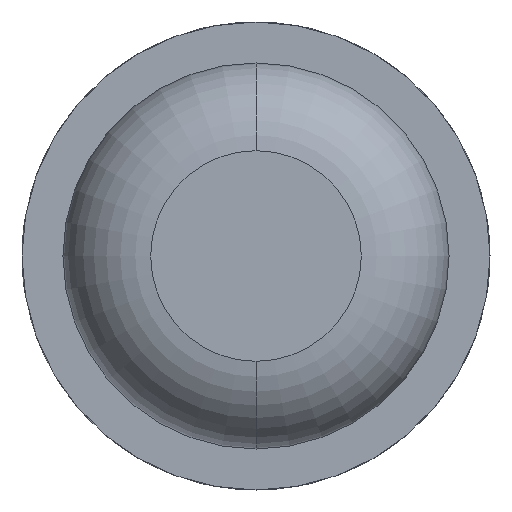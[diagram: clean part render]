
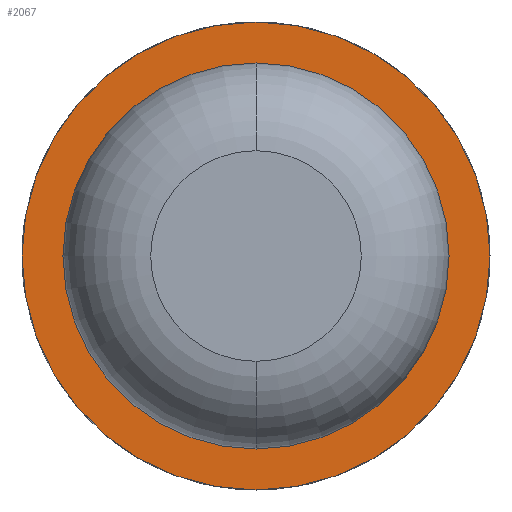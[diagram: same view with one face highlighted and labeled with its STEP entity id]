
A CAD part, front view. The second image highlights one B-rep face of the part: STEP entity #2067.
In plain terms, the highlighted planar face has unit normal (0, -1, 0).
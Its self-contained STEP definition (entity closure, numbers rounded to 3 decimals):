
#192 = EDGE_CURVE ( 'Defeature ausgef�hrt1_5+Defeature ausgef�hrt1_0+Defeature ausgef�hrt1_0+Defeature ausgef�hrt1_0', #3346, #2103, #2618, .T. ) ;
#390 = DIRECTION ( 'NONE',  ( -1., 0., 0. ) ) ;
#399 = AXIS2_PLACEMENT_3D ( 'NONE', #1264, #1938, #1969 ) ;
#607 = FACE_BOUND ( 'NONE', #2075, .T. ) ;
#751 = ORIENTED_EDGE ( 'NONE', *, *, #3582, .F. ) ;
#883 = FACE_OUTER_BOUND ( 'NONE', #4210, .T. ) ;
#956 = CARTESIAN_POINT ( 'NONE',  ( 0., -4., 0. ) ) ;
#1097 = DIRECTION ( 'NONE',  ( 0., 1., 0. ) ) ;
#1101 = ORIENTED_EDGE ( 'NONE', *, *, #2910, .T. ) ;
#1172 = CIRCLE ( 'NONE', #3469, 1. ) ;
#1264 = CARTESIAN_POINT ( 'NONE',  ( 0., -4., 0. ) ) ;
#1433 = ORIENTED_EDGE ( 'NONE', *, *, #192, .T. ) ;
#1470 = DIRECTION ( 'NONE',  ( -1., 0., 0. ) ) ;
#1498 = DIRECTION ( 'NONE',  ( 0., 1., 0. ) ) ;
#1623 = EDGE_CURVE ( 'Defeature ausgef�hrt1_6+Defeature ausgef�hrt1_5+Defeature ausgef�hrt1_5+Defeature ausgef�hrt1_5', #2582, #3535, #4699, .T. ) ;
#1651 = CARTESIAN_POINT ( 'NONE',  ( 0., -4., 0.825 ) ) ;
#1740 = CARTESIAN_POINT ( 'NONE',  ( -1., -4., 0. ) ) ;
#1785 = DIRECTION ( 'NONE',  ( 0., 1., 0. ) ) ;
#1836 = CARTESIAN_POINT ( 'NONE',  ( 0.825, -4., 0. ) ) ;
#1938 = DIRECTION ( 'NONE',  ( 0., 1., 0. ) ) ;
#1969 = DIRECTION ( 'NONE',  ( -1., 0., 0. ) ) ;
#2025 = CIRCLE ( 'NONE', #3603, 0.825 ) ;
#2067 = ADVANCED_FACE ( 'Defeature ausgef�hrt1_5', ( #883, #607 ), #4120, .F. ) ;
#2075 = EDGE_LOOP ( 'NONE', ( #1433, #1101 ) ) ;
#2103 = VERTEX_POINT ( 'NONE', #4448 ) ;
#2310 = ORIENTED_EDGE ( 'NONE', *, *, #1623, .F. ) ;
#2509 = CARTESIAN_POINT ( 'NONE',  ( 0., -4., 0. ) ) ;
#2526 = DIRECTION ( 'NONE',  ( -1., 0., 0. ) ) ;
#2582 = VERTEX_POINT ( 'NONE', #3225 ) ;
#2618 = CIRCLE ( 'NONE', #2983, 0.825 ) ;
#2910 = EDGE_CURVE ( 'Defeature ausgef�hrt1_5+Defeature ausgef�hrt1_0+Defeature ausgef�hrt1_0+Defeature ausgef�hrt1_0', #2103, #3346, #2025, .T. ) ;
#2983 = AXIS2_PLACEMENT_3D ( 'NONE', #2509, #1785, #2526 ) ;
#3225 = CARTESIAN_POINT ( 'NONE',  ( 1., -4., 0. ) ) ;
#3346 = VERTEX_POINT ( 'NONE', #1651 ) ;
#3469 = AXIS2_PLACEMENT_3D ( 'NONE', #3717, #1498, #390 ) ;
#3535 = VERTEX_POINT ( 'NONE', #1740 ) ;
#3539 = DIRECTION ( 'NONE',  ( 0., 1., 0. ) ) ;
#3582 = EDGE_CURVE ( 'Defeature ausgef�hrt1_6+Defeature ausgef�hrt1_5+Defeature ausgef�hrt1_5+Defeature ausgef�hrt1_5', #3535, #2582, #1172, .T. ) ;
#3603 = AXIS2_PLACEMENT_3D ( 'NONE', #956, #3539, #3910 ) ;
#3717 = CARTESIAN_POINT ( 'NONE',  ( 0., -4., 0. ) ) ;
#3910 = DIRECTION ( 'NONE',  ( -1., 0., 0. ) ) ;
#4120 = PLANE ( 'NONE',  #4500 ) ;
#4210 = EDGE_LOOP ( 'NONE', ( #751, #2310 ) ) ;
#4448 = CARTESIAN_POINT ( 'NONE',  ( 0., -4., -0.825 ) ) ;
#4500 = AXIS2_PLACEMENT_3D ( 'NONE', #1836, #1097, #1470 ) ;
#4699 = CIRCLE ( 'NONE', #399, 1. ) ;
